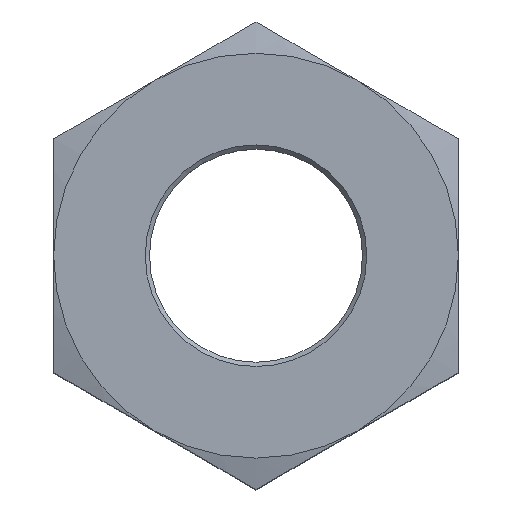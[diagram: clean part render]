
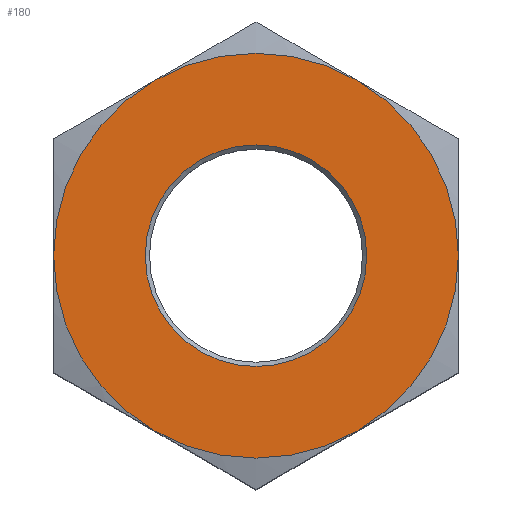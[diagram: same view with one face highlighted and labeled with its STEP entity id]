
A CAD part, top view. The second image highlights one B-rep face of the part: STEP entity #180.
In plain terms, the highlighted planar face has unit normal (0, 0, 1).
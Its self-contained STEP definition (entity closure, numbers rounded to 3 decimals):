
#84=CARTESIAN_POINT('',(5.2,0.,15.5));
#85=VERTEX_POINT('',#84);
#86=CARTESIAN_POINT('',(0.0,0.0,15.5));
#87=DIRECTION('',(0.0,0.0,1.0));
#88=DIRECTION('',(-1.0,0.0,0.0));
#89=AXIS2_PLACEMENT_3D('',#86,#87,#88);
#90=CIRCLE('',#89,5.2);
#91=EDGE_CURVE('',#85,#85,#90,.T.);
#116=CARTESIAN_POINT('',(0.,0.,15.5));
#117=DIRECTION('',(0.0,0.0,1.0));
#118=DIRECTION('',(1.0,0.0,0.0));
#119=AXIS2_PLACEMENT_3D('',#116,#117,#118);
#120=PLANE('',#119);
#121=CARTESIAN_POINT('',(-4.75,-8.227,15.5));
#122=VERTEX_POINT('',#121);
#123=CARTESIAN_POINT('',(4.75,-8.227,15.5));
#124=VERTEX_POINT('',#123);
#125=CARTESIAN_POINT('',(0.0,0.0,15.5));
#126=DIRECTION('',(0.0,0.0,1.0));
#127=DIRECTION('',(-0.5,-0.866,0.0));
#128=AXIS2_PLACEMENT_3D('',#125,#126,#127);
#129=CIRCLE('',#128,9.5);
#130=EDGE_CURVE('',#122,#124,#129,.T.);
#131=ORIENTED_EDGE('',*,*,#130,.T.);
#132=CARTESIAN_POINT('',(9.5,0.,15.5));
#133=VERTEX_POINT('',#132);
#134=CARTESIAN_POINT('',(0.0,0.0,15.5));
#135=DIRECTION('',(0.0,0.0,1.0));
#136=DIRECTION('',(-0.5,-0.866,0.0));
#137=AXIS2_PLACEMENT_3D('',#134,#135,#136);
#138=CIRCLE('',#137,9.5);
#139=EDGE_CURVE('',#124,#133,#138,.T.);
#140=ORIENTED_EDGE('',*,*,#139,.T.);
#141=CARTESIAN_POINT('',(4.75,8.227,15.5));
#142=VERTEX_POINT('',#141);
#143=CARTESIAN_POINT('',(0.0,0.0,15.5));
#144=DIRECTION('',(0.0,0.0,1.0));
#145=DIRECTION('',(-0.5,-0.866,0.0));
#146=AXIS2_PLACEMENT_3D('',#143,#144,#145);
#147=CIRCLE('',#146,9.5);
#148=EDGE_CURVE('',#133,#142,#147,.T.);
#149=ORIENTED_EDGE('',*,*,#148,.T.);
#150=CARTESIAN_POINT('',(-4.75,8.227,15.5));
#151=VERTEX_POINT('',#150);
#152=CARTESIAN_POINT('',(0.0,0.0,15.5));
#153=DIRECTION('',(0.0,0.0,1.0));
#154=DIRECTION('',(-0.5,-0.866,0.0));
#155=AXIS2_PLACEMENT_3D('',#152,#153,#154);
#156=CIRCLE('',#155,9.5);
#157=EDGE_CURVE('',#142,#151,#156,.T.);
#158=ORIENTED_EDGE('',*,*,#157,.T.);
#159=CARTESIAN_POINT('',(-9.5,0.0,15.5));
#160=VERTEX_POINT('',#159);
#161=CARTESIAN_POINT('',(0.0,0.0,15.5));
#162=DIRECTION('',(0.0,0.0,1.0));
#163=DIRECTION('',(-0.5,-0.866,0.0));
#164=AXIS2_PLACEMENT_3D('',#161,#162,#163);
#165=CIRCLE('',#164,9.5);
#166=EDGE_CURVE('',#151,#160,#165,.T.);
#167=ORIENTED_EDGE('',*,*,#166,.T.);
#168=CARTESIAN_POINT('',(0.0,0.0,15.5));
#169=DIRECTION('',(0.0,0.0,1.0));
#170=DIRECTION('',(-0.5,-0.866,0.0));
#171=AXIS2_PLACEMENT_3D('',#168,#169,#170);
#172=CIRCLE('',#171,9.5);
#173=EDGE_CURVE('',#160,#122,#172,.T.);
#174=ORIENTED_EDGE('',*,*,#173,.T.);
#175=EDGE_LOOP('',(#131,#140,#149,#158,#167,#174));
#176=FACE_OUTER_BOUND('',#175,.T.);
#177=ORIENTED_EDGE('',*,*,#91,.F.);
#178=EDGE_LOOP('',(#177));
#179=FACE_BOUND('',#178,.T.);
#180=ADVANCED_FACE('',(#176,#179),#120,.T.);
